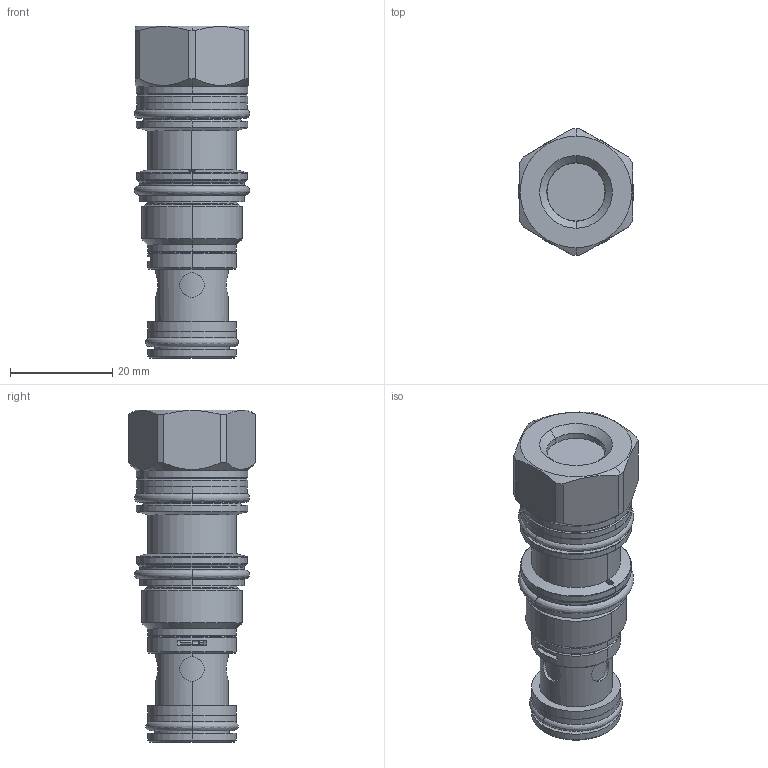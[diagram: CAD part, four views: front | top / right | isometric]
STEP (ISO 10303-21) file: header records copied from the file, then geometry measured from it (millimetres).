
FILE_DESCRIPTION((''),'2;1');
FILE_NAME('CKCHVCN_SW','2023-02-14T12:14:20',('SigMax'),(''),'CREO PARAMETRIC BY PTC INC, 2021072','CREO PARAMETRIC BY PTC INC, 2021072','');
FILE_SCHEMA(('AUTOMOTIVE_DESIGN { 1 0 10303 214 1 1 1 1 }'));
Length unit declared in the file: inch
Products named in the file (1): CKCHVCN_SW
Bounding box: 22.55 x 24.84 x 65.05 mm (x, y, z)
Volume: 18380 mm3; surface area: 7578.4 mm2
Topology: 3 solids, 4 shells, 200 faces, 458 edges, 278 vertices
Faces by surface type: cylinder 82, cone 40, torus 37, plane 31, revolution 10
Entity records: 8414 total; most frequent: CARTESIAN_POINT 2248, DIRECTION 1048, ORIENTED_EDGE 916, EDGE_CURVE 458, AXIS2_PLACEMENT_3D 456, VERTEX_POINT 278, CIRCLE 266, EDGE_LOOP 222
